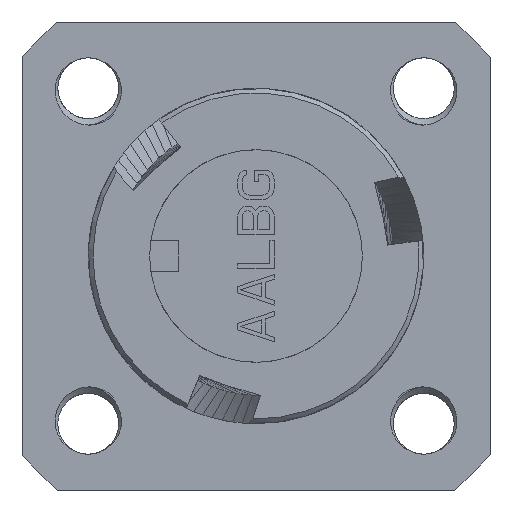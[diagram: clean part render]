
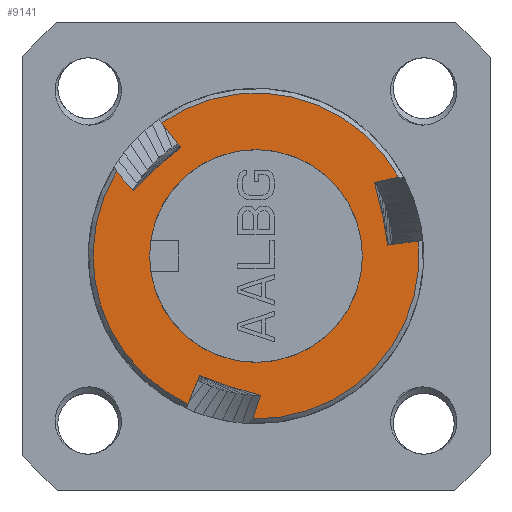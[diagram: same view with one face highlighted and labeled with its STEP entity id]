
A CAD part, left-side view. The second image highlights one B-rep face of the part: STEP entity #9141.
In plain terms, the highlighted planar face has unit normal (-1, 0, 0).
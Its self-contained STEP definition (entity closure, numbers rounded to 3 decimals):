
#38=DIRECTION('',(0.,0.926,0.378));
#39=VECTOR('',#38,0.38);
#40=CARTESIAN_POINT('',(0.,2.704,-6.619));
#41=LINE('1332',#40,#39);
#42=DIRECTION('',(0.,0.378,-0.926));
#43=VECTOR('',#42,1.687);
#44=CARTESIAN_POINT('',(0.,3.056,-6.475));
#45=LINE('1333',#44,#43);
#46=DIRECTION('',(0.,0.678,0.735));
#47=VECTOR('',#46,1.341);
#48=CARTESIAN_POINT('',(0.,6.668,3.577));
#49=LINE('1435',#48,#47);
#50=CARTESIAN_POINT('',(0.,5.25,4.933));
#51=CARTESIAN_POINT('',(0.,5.406,4.797));
#52=CARTESIAN_POINT('',(0.,5.72,4.514));
#53=CARTESIAN_POINT('',(0.,6.193,4.062));
#54=CARTESIAN_POINT('',(0.,6.51,3.742));
#55=CARTESIAN_POINT('',(0.,6.668,3.577));
#57=CARTESIAN_POINT('',(0.,4.38,5.652));
#58=CARTESIAN_POINT('',(0.,4.476,5.577));
#59=CARTESIAN_POINT('',(0.,4.668,5.425));
#60=CARTESIAN_POINT('',(0.,4.958,5.185));
#61=CARTESIAN_POINT('',(0.,5.153,5.019));
#62=CARTESIAN_POINT('',(0.,5.25,4.933));
#64=DIRECTION('',(0.,-0.79,0.613));
#65=VECTOR('',#64,0.38);
#66=CARTESIAN_POINT('',(0.,4.38,5.652));
#67=LINE('1315',#66,#65);
#68=DIRECTION('',(0.,0.613,0.79));
#69=VECTOR('',#68,1.687);
#70=CARTESIAN_POINT('',(0.,4.079,5.884));
#71=LINE('1316',#70,#69);
#72=DIRECTION('',(0.,-0.976,0.219));
#73=VECTOR('',#72,1.341);
#74=CARTESIAN_POINT('',(0.,-6.432,3.987));
#75=LINE('1438',#74,#73);
#76=CARTESIAN_POINT('',(0.,-6.898,2.08));
#77=CARTESIAN_POINT('',(0.,-6.857,2.284));
#78=CARTESIAN_POINT('',(0.,-6.769,2.697));
#79=CARTESIAN_POINT('',(0.,-6.614,3.332));
#80=CARTESIAN_POINT('',(0.,-6.495,3.767));
#81=CARTESIAN_POINT('',(0.,-6.432,3.987));
#83=CARTESIAN_POINT('',(0.,-7.084,0.967));
#84=CARTESIAN_POINT('',(0.,-7.068,1.088));
#85=CARTESIAN_POINT('',(0.,-7.032,1.33));
#86=CARTESIAN_POINT('',(0.,-6.97,1.701));
#87=CARTESIAN_POINT('',(0.,-6.923,1.953));
#88=CARTESIAN_POINT('',(0.,-6.898,2.08));
#90=DIRECTION('',(0.,-0.135,-0.991));
#91=VECTOR('',#90,0.38);
#92=CARTESIAN_POINT('',(0.,-7.084,0.967));
#93=LINE('1323',#92,#91);
#94=DIRECTION('',(0.,-0.991,0.135));
#95=VECTOR('',#94,1.687);
#96=CARTESIAN_POINT('',(0.,-7.136,0.591));
#97=LINE('1324',#96,#95);
#98=DIRECTION('',(0.,0.298,-0.955));
#99=VECTOR('',#98,1.341);
#100=CARTESIAN_POINT('',(0.,-0.236,-7.564));
#101=LINE('1432',#100,#99);
#102=CARTESIAN_POINT('',(0.,1.647,-7.013));
#103=CARTESIAN_POINT('',(0.,1.451,-7.08));
#104=CARTESIAN_POINT('',(0.,1.049,-7.211));
#105=CARTESIAN_POINT('',(0.,0.421,-7.394));
#106=CARTESIAN_POINT('',(0.,-0.014,-7.509));
#107=CARTESIAN_POINT('',(0.,-0.236,-7.564));
#109=CARTESIAN_POINT('',(0.,2.704,-6.619));
#110=CARTESIAN_POINT('',(0.,2.592,-6.665));
#111=CARTESIAN_POINT('',(0.,2.364,
-6.755));
#112=CARTESIAN_POINT('',(0.,2.012,-6.887));
#113=CARTESIAN_POINT('',(0.,1.77,-6.972));
#114=CARTESIAN_POINT('',(0.,1.647,-7.013));
#116=CARTESIAN_POINT('',(0.,0.,0.));
#117=DIRECTION('',(-1.,0.,0.));
#118=DIRECTION('',(0.,1.,0.));
#119=AXIS2_PLACEMENT_3D('',#116,#117,#118);
#121=CARTESIAN_POINT('',(0.,0.,0.));
#122=DIRECTION('',(-1.,0.,0.));
#123=DIRECTION('',(0.,-1.,0.));
#124=AXIS2_PLACEMENT_3D('',#121,#122,#123);
#1341=CARTESIAN_POINT('',(0.,0.,0.));
#1342=DIRECTION('',(-1.,0.,0.));
#1343=DIRECTION('',(0.,0.857,0.516));
#1344=AXIS2_PLACEMENT_3D('',#1341,#1342,#1343);
#1373=CARTESIAN_POINT('',(0.,0.,0.));
#1374=DIRECTION('',(-1.,0.,0.));
#1375=DIRECTION('',(0.,-0.875,0.484));
#1376=AXIS2_PLACEMENT_3D('',#1373,#1374,#1375);
#2393=CARTESIAN_POINT('',(0.,0.,0.));
#2394=DIRECTION('',(-1.,0.,0.));
#2395=DIRECTION('',(0.,0.018,-1.));
#2396=AXIS2_PLACEMENT_3D('',#2393,#2394,#2395);
#7795=CARTESIAN_POINT('',(0.,5.775,0.));
#7796=CARTESIAN_POINT('',(0.,-5.775,0.));
#7797=VERTEX_POINT('',#7795);
#7798=VERTEX_POINT('',#7796);
#7836=VERTEX_POINT('',#102);
#7837=VERTEX_POINT('',#107);
#7925=VERTEX_POINT('',#50);
#7926=VERTEX_POINT('',#55);
#8048=VERTEX_POINT('',#76);
#8049=VERTEX_POINT('',#81);
#8103=CARTESIAN_POINT('',(0.,4.38,5.652));
#8104=CARTESIAN_POINT('',(0.,4.079,5.884));
#8105=VERTEX_POINT('',#8103);
#8106=VERTEX_POINT('',#8104);
#8107=CARTESIAN_POINT('',(0.,5.113,7.218));
#8108=VERTEX_POINT('',#8107);
#8113=CARTESIAN_POINT('',(0.,-7.74,4.281));
#8114=VERTEX_POINT('',#8113);
#8115=CARTESIAN_POINT('',(0.,-7.084,
0.967));
#8116=CARTESIAN_POINT('',(0.,-7.136,0.591));
#8117=VERTEX_POINT('',#8115);
#8118=VERTEX_POINT('',#8116);
#8119=CARTESIAN_POINT('',(0.,-8.807,0.819));
#8120=VERTEX_POINT('',#8119);
#8125=CARTESIAN_POINT('',(0.,0.163,-8.844));
#8126=VERTEX_POINT('',#8125);
#8131=CARTESIAN_POINT('',(0.,2.704,
-6.619));
#8132=CARTESIAN_POINT('',(0.,3.056,-6.475));
#8133=VERTEX_POINT('',#8131);
#8134=VERTEX_POINT('',#8132);
#8135=CARTESIAN_POINT('',(0.,3.694,-8.037));
#8136=VERTEX_POINT('',#8135);
#8141=CARTESIAN_POINT('',(0.,7.577,4.563));
#8142=VERTEX_POINT('',#8141);
#9092=CARTESIAN_POINT('',(0.,0.,0.));
#9093=DIRECTION('',(1.,0.,0.));
#9094=DIRECTION('',(0.,-1.,0.));
#9095=AXIS2_PLACEMENT_3D('',#9092,#9093,#9094);
#9096=PLANE('245',#9095);
#9098=ORIENTED_EDGE('1332',*,*,#9097,.T.);
#9100=ORIENTED_EDGE('1333',*,*,#9099,.T.);
#9102=ORIENTED_EDGE('1338',*,*,#9101,.F.);
#9104=ORIENTED_EDGE('1435',*,*,#9103,.F.);
#9106=ORIENTED_EDGE('1101',*,*,#9105,.F.);
#9108=ORIENTED_EDGE('1404',*,*,#9107,.F.);
#9110=ORIENTED_EDGE('1315',*,*,#9109,.T.);
#9112=ORIENTED_EDGE('1316',*,*,#9111,.T.);
#9114=ORIENTED_EDGE('1320',*,*,#9113,.F.);
#9116=ORIENTED_EDGE('1438',*,*,#9115,.F.);
#9118=ORIENTED_EDGE('1242',*,*,#9117,.F.);
#9120=ORIENTED_EDGE('1409',*,*,#9119,.F.);
#9122=ORIENTED_EDGE('1323',*,*,#9121,.T.);
#9124=ORIENTED_EDGE('1324',*,*,#9123,.T.);
#9126=ORIENTED_EDGE('1329',*,*,#9125,.F.);
#9128=ORIENTED_EDGE('1432',*,*,#9127,.F.);
#9130=ORIENTED_EDGE('1031',*,*,#9129,.F.);
#9132=ORIENTED_EDGE('1401',*,*,#9131,.F.);
#9133=EDGE_LOOP('245',(#9098,#9100,#9102,#9104,#9106,#9108,#9110,#9112,#9114,
#9116,#9118,#9120,#9122,#9124,#9126,#9128,#9130,#9132));
#9134=FACE_OUTER_BOUND('245',#9133,.F.);
#9136=ORIENTED_EDGE('996',*,*,#9135,.T.);
#9138=ORIENTED_EDGE('997',*,*,#9137,.T.);
#9139=EDGE_LOOP('245',(#9136,#9138));
#9140=FACE_BOUND('245',#9139,.F.);
#56=B_SPLINE_CURVE_WITH_KNOTS('1101',3,(#50,#51,#52,#53,#54,#55),.UNSPECIFIED.,
.F.,.F.,(4,1,1,4),(0.,0.333,0.667,1.),
.UNSPECIFIED.);
#63=B_SPLINE_CURVE_WITH_KNOTS('1404',3,(#57,#58,#59,#60,#61,#62),.UNSPECIFIED.,
.F.,.F.,(4,1,1,4),(0.,0.333,0.667,1.),
.UNSPECIFIED.);
#82=B_SPLINE_CURVE_WITH_KNOTS('1242',3,(#76,#77,#78,#79,#80,#81),.UNSPECIFIED.,
.F.,.F.,(4,1,1,4),(0.,0.333,0.667,1.),
.UNSPECIFIED.);
#89=B_SPLINE_CURVE_WITH_KNOTS('1409',3,(#83,#84,#85,#86,#87,#88),.UNSPECIFIED.,
.F.,.F.,(4,1,1,4),(0.,0.333,0.667,1.),
.UNSPECIFIED.);
#108=B_SPLINE_CURVE_WITH_KNOTS('1031',3,(#102,#103,#104,#105,#106,#107),
.UNSPECIFIED.,.F.,.F.,(4,1,1,4),(0.,0.333,0.667,1.),
.UNSPECIFIED.);
#115=B_SPLINE_CURVE_WITH_KNOTS('1401',3,(#109,#110,#111,#112,#113,#114),
.UNSPECIFIED.,.F.,.F.,(4,1,1,4),(0.,0.333,0.667,1.),
.UNSPECIFIED.);
#120=CIRCLE('996',#119,5.775);
#125=CIRCLE('997',#124,5.775);
#1345=CIRCLE('1338',#1344,8.845);
#1377=CIRCLE('1320',#1376,8.845);
#2397=CIRCLE('1329',#2396,8.845);
#9097=EDGE_CURVE('1332',#8133,#8134,#41,.T.);
#9099=EDGE_CURVE('1333',#8134,#8136,#45,.T.);
#9101=EDGE_CURVE('1338',#8142,#8136,#1345,.T.);
#9103=EDGE_CURVE('1435',#7926,#8142,#49,.T.);
#9105=EDGE_CURVE('1101',#7925,#7926,#56,.T.);
#9107=EDGE_CURVE('1404',#8105,#7925,#63,.T.);
#9109=EDGE_CURVE('1315',#8105,#8106,#67,.T.);
#9111=EDGE_CURVE('1316',#8106,#8108,#71,.T.);
#9113=EDGE_CURVE('1320',#8114,#8108,#1377,.T.);
#9115=EDGE_CURVE('1438',#8049,#8114,#75,.T.);
#9117=EDGE_CURVE('1242',#8048,#8049,#82,.T.);
#9119=EDGE_CURVE('1409',#8117,#8048,#89,.T.);
#9121=EDGE_CURVE('1323',#8117,#8118,#93,.T.);
#9123=EDGE_CURVE('1324',#8118,#8120,#97,.T.);
#9125=EDGE_CURVE('1329',#8126,#8120,#2397,.T.);
#9127=EDGE_CURVE('1432',#7837,#8126,#101,.T.);
#9129=EDGE_CURVE('1031',#7836,#7837,#108,.T.);
#9131=EDGE_CURVE('1401',#8133,#7836,#115,.T.);
#9135=EDGE_CURVE('996',#7797,#7798,#120,.T.);
#9137=EDGE_CURVE('997',#7798,#7797,#125,.T.);
#9141=ADVANCED_FACE('245',(#9134,#9140),#9096,.F.);
